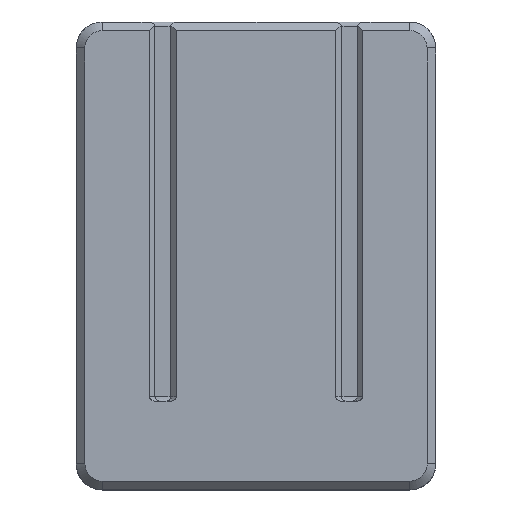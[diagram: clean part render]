
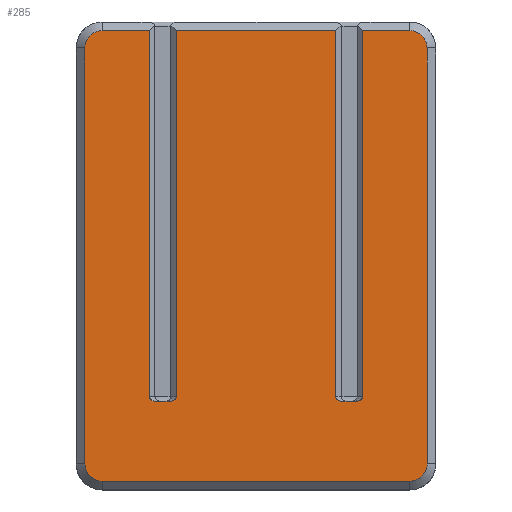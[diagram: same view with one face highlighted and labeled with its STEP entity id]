
A CAD part, top view. The second image highlights one B-rep face of the part: STEP entity #285.
In plain terms, the highlighted planar face has unit normal (0, 0, 1).
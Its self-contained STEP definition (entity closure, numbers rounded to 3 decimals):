
#285=ADVANCED_FACE('',(#620),#5451,.T.);
#620=FACE_OUTER_BOUND('',#971,.T.);
#971=EDGE_LOOP('',(#2485,#2486,#2487,#2488,#2489,#2490,#2491,#2492,#2493,
#2494,#2495,#2496,#2497,#2498,#2499,#2500,#2501,#2502,#2503,#2504));
#2485=ORIENTED_EDGE('',*,*,#3586,.F.);
#2486=ORIENTED_EDGE('',*,*,#3636,.T.);
#2487=ORIENTED_EDGE('',*,*,#3579,.F.);
#2488=ORIENTED_EDGE('',*,*,#3637,.T.);
#2489=ORIENTED_EDGE('',*,*,#3599,.F.);
#2490=ORIENTED_EDGE('',*,*,#3638,.T.);
#2491=ORIENTED_EDGE('',*,*,#3603,.F.);
#2492=ORIENTED_EDGE('',*,*,#3639,.T.);
#2493=ORIENTED_EDGE('',*,*,#3573,.F.);
#2494=ORIENTED_EDGE('',*,*,#3640,.T.);
#2495=ORIENTED_EDGE('',*,*,#3615,.F.);
#2496=ORIENTED_EDGE('',*,*,#3641,.T.);
#2497=ORIENTED_EDGE('',*,*,#3742,.T.);
#2498=ORIENTED_EDGE('',*,*,#3642,.T.);
#2499=ORIENTED_EDGE('',*,*,#3743,.T.);
#2500=ORIENTED_EDGE('',*,*,#3643,.T.);
#2501=ORIENTED_EDGE('',*,*,#3745,.T.);
#2502=ORIENTED_EDGE('',*,*,#3644,.T.);
#2503=ORIENTED_EDGE('',*,*,#3746,.T.);
#2504=ORIENTED_EDGE('',*,*,#3645,.T.);
#3573=EDGE_CURVE('',#5251,#5253,#4297,.T.);
#3579=EDGE_CURVE('',#5255,#5257,#4303,.T.);
#3586=EDGE_CURVE('',#5258,#5259,#4309,.T.);
#3599=EDGE_CURVE('',#5267,#5256,#4319,.T.);
#3603=EDGE_CURVE('',#5254,#5268,#4322,.T.);
#3615=EDGE_CURVE('',#5275,#5252,#4331,.T.);
#3636=EDGE_CURVE('',#5258,#5257,#4662,.T.);
#3637=EDGE_CURVE('',#5255,#5256,#4663,.T.);
#3638=EDGE_CURVE('',#5267,#5268,#4348,.T.);
#3639=EDGE_CURVE('',#5254,#5253,#4664,.T.);
#3640=EDGE_CURVE('',#5251,#5252,#4665,.T.);
#3641=EDGE_CURVE('',#5275,#5300,#4349,.T.);
#3642=EDGE_CURVE('',#5301,#5302,#4350,.T.);
#3643=EDGE_CURVE('',#5303,#5304,#4351,.T.);
#3644=EDGE_CURVE('',#5305,#5306,#4352,.T.);
#3645=EDGE_CURVE('',#5307,#5259,#4353,.T.);
#3742=EDGE_CURVE('',#5300,#5301,#4700,.T.);
#3743=EDGE_CURVE('',#5302,#5303,#4701,.T.);
#3745=EDGE_CURVE('',#5304,#5305,#4702,.T.);
#3746=EDGE_CURVE('',#5306,#5307,#4703,.T.);
#4297=B_SPLINE_CURVE_WITH_KNOTS('',1,(#13709,#13710),.UNSPECIFIED.,.F.,
 .F.,(2,2),(-3.366,0.),.UNSPECIFIED.);
#4303=B_SPLINE_CURVE_WITH_KNOTS('',1,(#13733,#13734),.UNSPECIFIED.,.F.,
 .F.,(2,2),(-3.366,0.),.UNSPECIFIED.);
#4309=B_SPLINE_CURVE_WITH_KNOTS('',1,(#13761,#13762),.UNSPECIFIED.,.F.,
 .F.,(2,2),(-84.551,0.),.UNSPECIFIED.);
#4319=B_SPLINE_CURVE_WITH_KNOTS('',1,(#13793,#13794),.UNSPECIFIED.,.F.,
 .F.,(2,2),(-84.551,0.),.UNSPECIFIED.);
#4322=B_SPLINE_CURVE_WITH_KNOTS('',1,(#13803,#13804),.UNSPECIFIED.,.F.,
 .F.,(2,2),(-84.551,0.),.UNSPECIFIED.);
#4331=B_SPLINE_CURVE_WITH_KNOTS('',1,(#13831,#13832),.UNSPECIFIED.,.F.,
 .F.,(2,2),(-84.551,0.),.UNSPECIFIED.);
#4348=B_SPLINE_CURVE_WITH_KNOTS('',1,(#13885,#13886),.UNSPECIFIED.,.F.,
 .F.,(2,2),(0.,36.806),.UNSPECIFIED.);
#4349=B_SPLINE_CURVE_WITH_KNOTS('',1,(#13895,#13896),.UNSPECIFIED.,.F.,
 .F.,(2,2),(0.,10.903),.UNSPECIFIED.);
#4350=B_SPLINE_CURVE_WITH_KNOTS('',1,(#13897,#13898),.UNSPECIFIED.,.F.,
 .F.,(2,2),(-96.,0.),.UNSPECIFIED.);
#4351=B_SPLINE_CURVE_WITH_KNOTS('',1,(#13899,#13900),.UNSPECIFIED.,.F.,
 .F.,(2,2),(0.,71.),.UNSPECIFIED.);
#4352=B_SPLINE_CURVE_WITH_KNOTS('',1,(#13901,#13902),.UNSPECIFIED.,.F.,
 .F.,(2,2),(0.,96.),.UNSPECIFIED.);
#4353=B_SPLINE_CURVE_WITH_KNOTS('',1,(#13903,#13904),.UNSPECIFIED.,.F.,
 .F.,(2,2),(0.,10.903),.UNSPECIFIED.);
#4662=(
BOUNDED_CURVE()
B_SPLINE_CURVE(3,(#13877,#13878,#13879,#13880),.UNSPECIFIED.,.F.,.F.)
B_SPLINE_CURVE_WITH_KNOTS((4,4),(0.,1.571),.UNSPECIFIED.)
CURVE()
GEOMETRIC_REPRESENTATION_ITEM()
RATIONAL_B_SPLINE_CURVE((1.,0.805,0.805,1.))
REPRESENTATION_ITEM('')
);
#4663=(
BOUNDED_CURVE()
B_SPLINE_CURVE(3,(#13881,#13882,#13883,#13884),.UNSPECIFIED.,.F.,.F.)
B_SPLINE_CURVE_WITH_KNOTS((4,4),(1.571,3.142),
 .UNSPECIFIED.)
CURVE()
GEOMETRIC_REPRESENTATION_ITEM()
RATIONAL_B_SPLINE_CURVE((1.,0.805,0.805,1.))
REPRESENTATION_ITEM('')
);
#4664=(
BOUNDED_CURVE()
B_SPLINE_CURVE(3,(#13887,#13888,#13889,#13890),.UNSPECIFIED.,.F.,.F.)
B_SPLINE_CURVE_WITH_KNOTS((4,4),(0.,1.571),.UNSPECIFIED.)
CURVE()
GEOMETRIC_REPRESENTATION_ITEM()
RATIONAL_B_SPLINE_CURVE((1.,0.805,0.805,1.))
REPRESENTATION_ITEM('')
);
#4665=(
BOUNDED_CURVE()
B_SPLINE_CURVE(3,(#13891,#13892,#13893,#13894),.UNSPECIFIED.,.F.,.F.)
B_SPLINE_CURVE_WITH_KNOTS((4,4),(1.571,3.142),
 .UNSPECIFIED.)
CURVE()
GEOMETRIC_REPRESENTATION_ITEM()
RATIONAL_B_SPLINE_CURVE((1.,0.805,0.805,1.))
REPRESENTATION_ITEM('')
);
#4700=(
BOUNDED_CURVE()
B_SPLINE_CURVE(2,(#14143,#14144,#14145),.UNSPECIFIED.,.F.,.F.)
B_SPLINE_CURVE_WITH_KNOTS((3,3),(-6.283,0.),.UNSPECIFIED.)
CURVE()
GEOMETRIC_REPRESENTATION_ITEM()
RATIONAL_B_SPLINE_CURVE((1.,0.707,1.))
REPRESENTATION_ITEM('')
);
#4701=(
BOUNDED_CURVE()
B_SPLINE_CURVE(2,(#14146,#14147,#14148),.UNSPECIFIED.,.F.,.F.)
B_SPLINE_CURVE_WITH_KNOTS((3,3),(-6.283,0.),.UNSPECIFIED.)
CURVE()
GEOMETRIC_REPRESENTATION_ITEM()
RATIONAL_B_SPLINE_CURVE((1.,0.707,1.))
REPRESENTATION_ITEM('')
);
#4702=(
BOUNDED_CURVE()
B_SPLINE_CURVE(2,(#14151,#14152,#14153),.UNSPECIFIED.,.F.,.F.)
B_SPLINE_CURVE_WITH_KNOTS((3,3),(0.,6.283),.UNSPECIFIED.)
CURVE()
GEOMETRIC_REPRESENTATION_ITEM()
RATIONAL_B_SPLINE_CURVE((1.,0.707,1.))
REPRESENTATION_ITEM('')
);
#4703=(
BOUNDED_CURVE()
B_SPLINE_CURVE(2,(#14154,#14155,#14156),.UNSPECIFIED.,.F.,.F.)
B_SPLINE_CURVE_WITH_KNOTS((3,3),(0.,6.283),.UNSPECIFIED.)
CURVE()
GEOMETRIC_REPRESENTATION_ITEM()
RATIONAL_B_SPLINE_CURVE((1.,0.707,1.))
REPRESENTATION_ITEM('')
);
#5251=VERTEX_POINT('',#11730);
#5252=VERTEX_POINT('',#11731);
#5253=VERTEX_POINT('',#11732);
#5254=VERTEX_POINT('',#11733);
#5255=VERTEX_POINT('',#11734);
#5256=VERTEX_POINT('',#11735);
#5257=VERTEX_POINT('',#11736);
#5258=VERTEX_POINT('',#11737);
#5259=VERTEX_POINT('',#11738);
#5267=VERTEX_POINT('',#11746);
#5268=VERTEX_POINT('',#11747);
#5275=VERTEX_POINT('',#11754);
#5300=VERTEX_POINT('',#11779);
#5301=VERTEX_POINT('',#11780);
#5302=VERTEX_POINT('',#11781);
#5303=VERTEX_POINT('',#11782);
#5304=VERTEX_POINT('',#11783);
#5305=VERTEX_POINT('',#11784);
#5306=VERTEX_POINT('',#11785);
#5307=VERTEX_POINT('',#11786);
#5451=PLANE('',#5806);
#5806=AXIS2_PLACEMENT_3D('',#10162,#5983,$);
#5983=DIRECTION('',(0.,0.,1.));
#10162=CARTESIAN_POINT('',(-47.921,205.076,-127.975));
#11730=CARTESIAN_POINT('',(-23.702,109.124,-127.975));
#11731=CARTESIAN_POINT('',(-25.117,110.124,-127.975));
#11732=CARTESIAN_POINT('',(-20.337,109.124,-127.975));
#11733=CARTESIAN_POINT('',(-18.923,110.124,-127.975));
#11734=CARTESIAN_POINT('',(19.298,109.124,-127.975));
#11735=CARTESIAN_POINT('',(17.883,110.124,-127.975));
#11736=CARTESIAN_POINT('',(22.663,109.124,-127.975));
#11737=CARTESIAN_POINT('',(24.077,110.124,-127.975));
#11738=CARTESIAN_POINT('',(24.077,194.675,-127.975));
#11746=CARTESIAN_POINT('',(17.883,194.675,-127.975));
#11747=CARTESIAN_POINT('',(-18.923,194.675,-127.975));
#11754=CARTESIAN_POINT('',(-25.117,194.675,-127.975));
#11779=CARTESIAN_POINT('',(-36.02,194.675,-127.975));
#11780=CARTESIAN_POINT('',(-40.02,190.675,-127.975));
#11781=CARTESIAN_POINT('',(-40.02,94.675,-127.975));
#11782=CARTESIAN_POINT('',(-36.02,90.675,-127.975));
#11783=CARTESIAN_POINT('',(34.98,90.675,-127.975));
#11784=CARTESIAN_POINT('',(38.98,94.675,-127.975));
#11785=CARTESIAN_POINT('',(38.98,190.675,-127.975));
#11786=CARTESIAN_POINT('',(34.98,194.675,-127.975));
#13709=CARTESIAN_POINT('',(-23.702,109.124,-127.975));
#13710=CARTESIAN_POINT('',(-20.337,109.124,-127.975));
#13733=CARTESIAN_POINT('',(19.298,109.124,-127.975));
#13734=CARTESIAN_POINT('',(22.663,109.124,-127.975));
#13761=CARTESIAN_POINT('',(24.077,110.124,-127.975));
#13762=CARTESIAN_POINT('',(24.077,194.675,-127.975));
#13793=CARTESIAN_POINT('',(17.883,194.675,-127.975));
#13794=CARTESIAN_POINT('',(17.883,110.124,-127.975));
#13803=CARTESIAN_POINT('',(-18.923,110.124,-127.975));
#13804=CARTESIAN_POINT('',(-18.923,194.675,-127.975));
#13831=CARTESIAN_POINT('',(-25.117,194.675,-127.975));
#13832=CARTESIAN_POINT('',(-25.117,110.124,-127.975));
#13877=CARTESIAN_POINT('',(24.077,110.124,-127.975));
#13878=CARTESIAN_POINT('',(24.077,109.538,-127.975));
#13879=CARTESIAN_POINT('',(23.492,109.124,-127.975));
#13880=CARTESIAN_POINT('',(22.663,109.124,-127.975));
#13881=CARTESIAN_POINT('',(19.298,109.124,-127.975));
#13882=CARTESIAN_POINT('',(18.469,109.124,-127.975));
#13883=CARTESIAN_POINT('',(17.883,109.538,-127.975));
#13884=CARTESIAN_POINT('',(17.883,110.124,-127.975));
#13885=CARTESIAN_POINT('',(17.883,194.675,-127.975));
#13886=CARTESIAN_POINT('',(-18.923,194.675,-127.975));
#13887=CARTESIAN_POINT('',(-18.923,110.124,-127.975));
#13888=CARTESIAN_POINT('',(-18.923,109.538,-127.975));
#13889=CARTESIAN_POINT('',(-19.508,109.124,-127.975));
#13890=CARTESIAN_POINT('',(-20.337,109.124,-127.975));
#13891=CARTESIAN_POINT('',(-23.702,109.124,-127.975));
#13892=CARTESIAN_POINT('',(-24.531,109.124,-127.975));
#13893=CARTESIAN_POINT('',(-25.117,109.538,-127.975));
#13894=CARTESIAN_POINT('',(-25.117,110.124,-127.975));
#13895=CARTESIAN_POINT('',(-25.117,194.675,-127.975));
#13896=CARTESIAN_POINT('',(-36.02,194.675,-127.975));
#13897=CARTESIAN_POINT('',(-40.02,190.675,-127.975));
#13898=CARTESIAN_POINT('',(-40.02,94.675,-127.975));
#13899=CARTESIAN_POINT('',(-36.02,90.675,-127.975));
#13900=CARTESIAN_POINT('',(34.98,90.675,-127.975));
#13901=CARTESIAN_POINT('',(38.98,94.675,-127.975));
#13902=CARTESIAN_POINT('',(38.98,190.675,-127.975));
#13903=CARTESIAN_POINT('',(34.98,194.675,-127.975));
#13904=CARTESIAN_POINT('',(24.077,194.675,-127.975));
#14143=CARTESIAN_POINT('',(-36.02,194.675,-127.975));
#14144=CARTESIAN_POINT('',(-40.02,194.675,-127.975));
#14145=CARTESIAN_POINT('',(-40.02,190.675,-127.975));
#14146=CARTESIAN_POINT('',(-40.02,94.675,-127.975));
#14147=CARTESIAN_POINT('',(-40.02,90.675,-127.975));
#14148=CARTESIAN_POINT('',(-36.02,90.675,-127.975));
#14151=CARTESIAN_POINT('',(34.98,90.675,-127.975));
#14152=CARTESIAN_POINT('',(38.98,90.675,-127.975));
#14153=CARTESIAN_POINT('',(38.98,94.675,-127.975));
#14154=CARTESIAN_POINT('',(38.98,190.675,-127.975));
#14155=CARTESIAN_POINT('',(38.98,194.675,-127.975));
#14156=CARTESIAN_POINT('',(34.98,194.675,-127.975));
